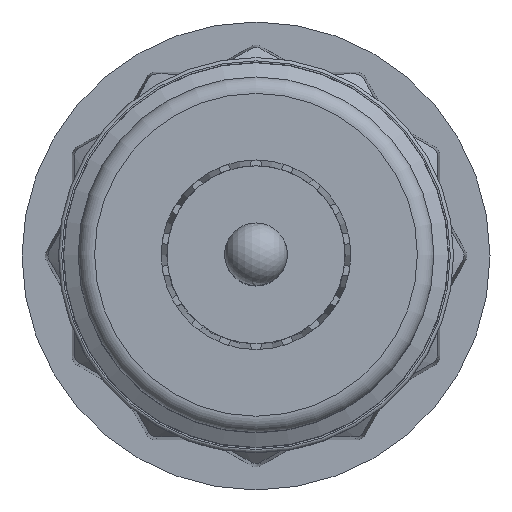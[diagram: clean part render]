
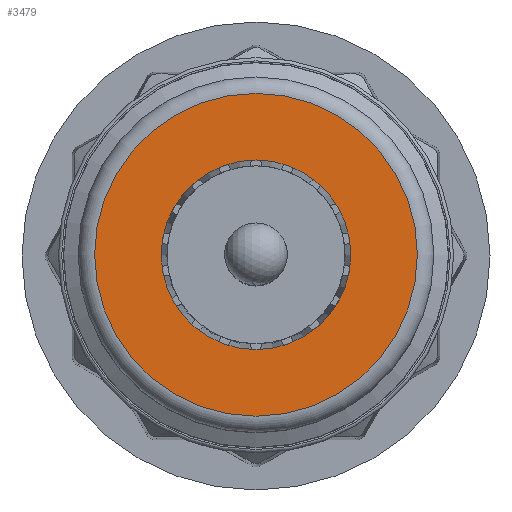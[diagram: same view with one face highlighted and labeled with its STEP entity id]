
A CAD part, top view. The second image highlights one B-rep face of the part: STEP entity #3479.
In plain terms, the highlighted planar face has unit normal (0, 0, 1).
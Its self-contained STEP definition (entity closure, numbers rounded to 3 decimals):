
#217 = DIRECTION ( 'NONE',  ( 0., 0., 1. ) ) ;
#349 = AXIS2_PLACEMENT_3D ( 'NONE', #1707, #217, #3659 ) ;
#504 = ORIENTED_EDGE ( 'NONE', *, *, #2750, .T. ) ;
#535 = PLANE ( 'NONE',  #5154 ) ;
#651 = AXIS2_PLACEMENT_3D ( 'NONE', #1523, #4385, #1440 ) ;
#1440 = DIRECTION ( 'NONE',  ( 1., 0., 0. ) ) ;
#1523 = CARTESIAN_POINT ( 'NONE',  ( 0., 0., 24. ) ) ;
#1707 = CARTESIAN_POINT ( 'NONE',  ( 0., 0., 24. ) ) ;
#2415 = EDGE_LOOP ( 'NONE', ( #5173 ) ) ;
#2750 = EDGE_CURVE ( 'NONE', #3589, #3589, #6284, .T. ) ;
#2879 = EDGE_LOOP ( 'NONE', ( #504 ) ) ;
#3055 = EDGE_CURVE ( 'NONE', #4894, #4894, #4848, .T. ) ;
#3424 = DIRECTION ( 'NONE',  ( 0., 0., -1. ) ) ;
#3479 = ADVANCED_FACE ( 'NONE', ( #5745, #3770 ), #535, .F. ) ;
#3589 = VERTEX_POINT ( 'NONE', #4946 ) ;
#3659 = DIRECTION ( 'NONE',  ( -1., 0., 0. ) ) ;
#3770 = FACE_BOUND ( 'NONE', #2415, .T. ) ;
#4332 = CARTESIAN_POINT ( 'NONE',  ( 2.879, 0., 24. ) ) ;
#4385 = DIRECTION ( 'NONE',  ( 0., 0., 1. ) ) ;
#4848 = CIRCLE ( 'NONE', #651, 2.879 ) ;
#4894 = VERTEX_POINT ( 'NONE', #4332 ) ;
#4895 = CARTESIAN_POINT ( 'NONE',  ( 0., 5.4, 24. ) ) ;
#4946 = CARTESIAN_POINT ( 'NONE',  ( -4.9, 0., 24. ) ) ;
#5154 = AXIS2_PLACEMENT_3D ( 'NONE', #4895, #3424, #5844 ) ;
#5173 = ORIENTED_EDGE ( 'NONE', *, *, #3055, .F. ) ;
#5745 = FACE_OUTER_BOUND ( 'NONE', #2879, .T. ) ;
#5844 = DIRECTION ( 'NONE',  ( -1., 0., 0. ) ) ;
#6284 = CIRCLE ( 'NONE', #349, 4.9 ) ;
